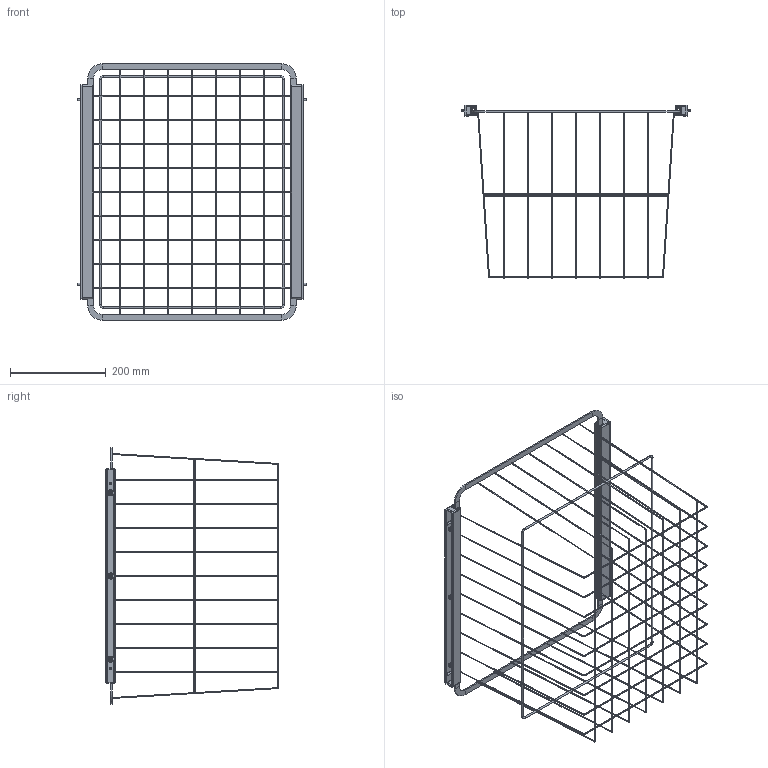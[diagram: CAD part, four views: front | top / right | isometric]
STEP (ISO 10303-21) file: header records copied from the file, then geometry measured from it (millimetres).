
FILE_DESCRIPTION (( 'STEP AP203' ), '1' );
FILE_NAME ('LM291+LM214.STEP', '2023-03-07T07:50:10', ( '' ), ( '' ), 'SwSTEP 2.0', 'SolidWorks 2021', '' );
FILE_SCHEMA (( 'CONFIG_CONTROL_DESIGN' ));
Length unit declared in the file: millimetre
Products named in the file (3): 11292_Default<As Machined>; LM291+LM214; 10132_Default<As Machined>
Assembly tree (3 placements, depth 2):
  LM291+LM214
    10132_Default<As Machined>
    11292_Default<As Machined>  x2
Bounding box: 479 x 361.8 x 535 mm (x, y, z)
Volume: 309082.1 mm3; surface area: 364105.8 mm2
Topology: 22 solids, 22 shells, 612 faces, 1468 edges, 872 vertices
Faces by surface type: cylinder 256, plane 160, torus 84, bspline 56, cone 32, sphere 24
Entity records: 12637 total; most frequent: CARTESIAN_POINT 2670, DIRECTION 2208, ORIENTED_EDGE 1956, EDGE_CURVE 978, AXIS2_PLACEMENT_3D 922, VERTEX_POINT 588, CIRCLE 518, EDGE_LOOP 434
